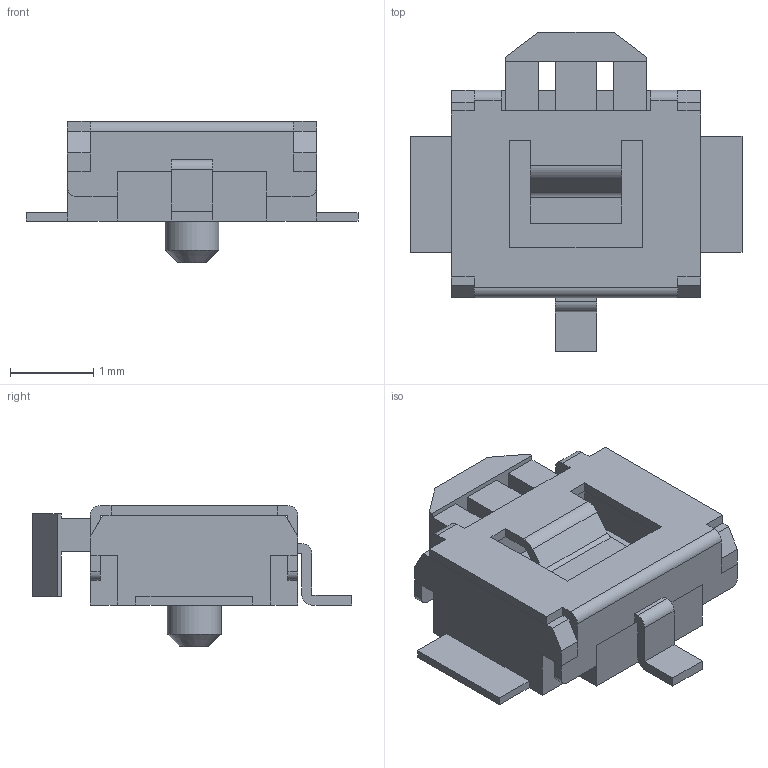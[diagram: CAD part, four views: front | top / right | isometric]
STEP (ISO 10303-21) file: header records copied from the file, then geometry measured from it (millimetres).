
FILE_DESCRIPTION(/* description */ ('model of SW_SPST_B3U-3100P-B'),/* implementation_level */ '2;1');
FILE_NAME(/* name */ 'SW_SPST_B3U-3100P-B.step',/* time_stamp */ '1970-01-01T00:00:00',/* author */ ('KiCAD','kicad'),/* organization */ ('OCCT'),/* preprocessor_version */ '',/* originating_system */ 'KiCAD',/* authorisation */ '');
FILE_SCHEMA(('AUTOMOTIVE_DESIGN { 1 0 10303 214 1 1 1 1 }'));
Length unit declared in the file: millimetre
Products named in the file (1): SW_SPST_B3U-3100P-B
Bounding box: 4 x 3.85 x 1.7 mm (x, y, z)
Volume: 8.2 mm3; surface area: 52 mm2
Topology: 1 solids, 1 shells, 139 faces, 404 edges, 257 vertices
Faces by surface type: plane 124, cylinder 14, cone 1
Full cylindrical faces by diameter (mm): 0.65 x1
Entity records: 2964 total; most frequent: ORIENTED_EDGE 635, EDGE_CURVE 404, CARTESIAN_POINT 353, LINE 318, VERTEX_POINT 257, AXIS2_PLACEMENT_3D 148, FACE_BOUND 147, EDGE_LOOP 147
